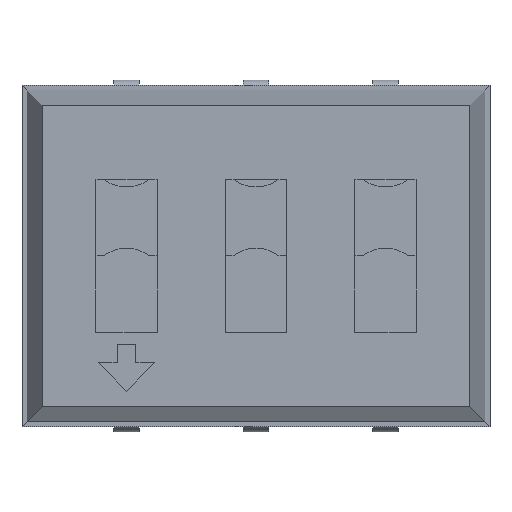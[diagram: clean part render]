
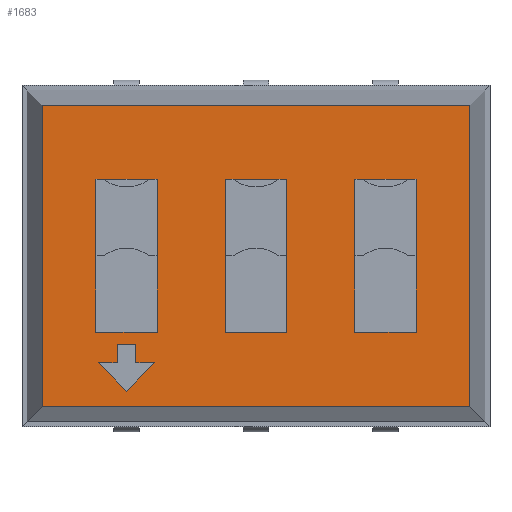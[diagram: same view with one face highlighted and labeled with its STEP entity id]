
A CAD part, top view. The second image highlights one B-rep face of the part: STEP entity #1683.
In plain terms, the highlighted planar face has unit normal (0, 0, 1).
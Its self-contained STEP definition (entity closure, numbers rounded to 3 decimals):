
#27=VECTOR('',#28,1.);
#28=DIRECTION('',(0.,1.,0.));
#51=VECTOR('',#52,1.);
#52=DIRECTION('',(-1.,0.,0.));
#60=VECTOR('',#61,1.);
#61=DIRECTION('',(1.,0.,0.));
#131=VECTOR('',#132,1.);
#132=DIRECTION('',(0.,-1.,0.));
#200=DIRECTION('',(0.,0.,-1.));
#1633=VERTEX_POINT('',#1634);
#1634=CARTESIAN_POINT('',(4.192,2.952,3.1));
#1636=ORIENTED_EDGE('',*,*,#1637,.F.);
#1637=EDGE_CURVE('',#1638,#1633,#1640,.T.);
#1638=VERTEX_POINT('',#1639);
#1639=CARTESIAN_POINT('',(4.192,-2.952,3.1));
#1640=LINE('',#1639,#27);
#1675=VERTEX_POINT('',#1676);
#1676=CARTESIAN_POINT('',(-4.192,2.952,3.1));
#1678=ORIENTED_EDGE('',*,*,#1679,.F.);
#1679=EDGE_CURVE('',#1633,#1675,#1680,.T.);
#1680=LINE('',#1634,#51);
#1683=ADVANCED_FACE('',(#1684,#1694,#1732,#1770,#1811),#1849,.F.);
#1684=FACE_BOUND('',#1685,.F.);
#1685=EDGE_LOOP('',(#1678,#1636,#1686,#1691));
#1686=ORIENTED_EDGE('',*,*,#1687,.F.);
#1687=EDGE_CURVE('',#1688,#1638,#1690,.T.);
#1688=VERTEX_POINT('',#1689);
#1689=CARTESIAN_POINT('',(-4.192,-2.952,3.1));
#1690=LINE('',#1689,#60);
#1691=ORIENTED_EDGE('',*,*,#1692,.F.);
#1692=EDGE_CURVE('',#1675,#1688,#1693,.T.);
#1693=LINE('',#1676,#131);
#1694=FACE_BOUND('',#1695,.F.);
#1695=EDGE_LOOP('',(#1696,#1703,#1708,#1712,#1717,#1721,#1725,#1730));
#1696=ORIENTED_EDGE('',*,*,#1697,.T.);
#1697=EDGE_CURVE('',#1698,#1700,#1702,.T.);
#1698=VERTEX_POINT('',#1699);
#1699=CARTESIAN_POINT('',(-0.6,-1.5,3.1));
#1700=VERTEX_POINT('',#1701);
#1701=CARTESIAN_POINT('',(0.6,-1.5,3.1));
#1702=LINE('',#1699,#60);
#1703=ORIENTED_EDGE('',*,*,#1704,.T.);
#1704=EDGE_CURVE('',#1700,#1705,#1707,.T.);
#1705=VERTEX_POINT('',#1706);
#1706=CARTESIAN_POINT('',(0.6,0.,3.1));
#1707=LINE('',#1701,#27);
#1708=ORIENTED_EDGE('',*,*,#1709,.T.);
#1709=EDGE_CURVE('',#1705,#1710,#1707,.T.);
#1710=VERTEX_POINT('',#1711);
#1711=CARTESIAN_POINT('',(0.6,1.5,3.1));
#1712=ORIENTED_EDGE('',*,*,#1713,.T.);
#1713=EDGE_CURVE('',#1710,#1714,#1716,.T.);
#1714=VERTEX_POINT('',#1715);
#1715=CARTESIAN_POINT('',(0.45,1.5,3.1));
#1716=LINE('',#1711,#51);
#1717=ORIENTED_EDGE('',*,*,#1718,.T.);
#1718=EDGE_CURVE('',#1714,#1719,#1716,.T.);
#1719=VERTEX_POINT('',#1720);
#1720=CARTESIAN_POINT('',(-0.45,1.5,3.1));
#1721=ORIENTED_EDGE('',*,*,#1722,.T.);
#1722=EDGE_CURVE('',#1719,#1723,#1716,.T.);
#1723=VERTEX_POINT('',#1724);
#1724=CARTESIAN_POINT('',(-0.6,1.5,3.1));
#1725=ORIENTED_EDGE('',*,*,#1726,.T.);
#1726=EDGE_CURVE('',#1723,#1727,#1729,.T.);
#1727=VERTEX_POINT('',#1728);
#1728=CARTESIAN_POINT('',(-0.6,0.,3.1));
#1729=LINE('',#1724,#131);
#1730=ORIENTED_EDGE('',*,*,#1731,.T.);
#1731=EDGE_CURVE('',#1727,#1698,#1729,.T.);
#1732=FACE_BOUND('',#1733,.F.);
#1733=EDGE_LOOP('',(#1734,#1741,#1745,#1750,#1754,#1758,#1763,#1767));
#1734=ORIENTED_EDGE('',*,*,#1735,.T.);
#1735=EDGE_CURVE('',#1736,#1738,#1740,.T.);
#1736=VERTEX_POINT('',#1737);
#1737=CARTESIAN_POINT('',(3.14,-1.5,3.1));
#1738=VERTEX_POINT('',#1739);
#1739=CARTESIAN_POINT('',(3.14,0.,3.1));
#1740=LINE('',#1737,#27);
#1741=ORIENTED_EDGE('',*,*,#1742,.T.);
#1742=EDGE_CURVE('',#1738,#1743,#1740,.T.);
#1743=VERTEX_POINT('',#1744);
#1744=CARTESIAN_POINT('',(3.14,1.5,3.1));
#1745=ORIENTED_EDGE('',*,*,#1746,.T.);
#1746=EDGE_CURVE('',#1743,#1747,#1749,.T.);
#1747=VERTEX_POINT('',#1748);
#1748=CARTESIAN_POINT('',(2.99,1.5,3.1));
#1749=LINE('',#1744,#51);
#1750=ORIENTED_EDGE('',*,*,#1751,.T.);
#1751=EDGE_CURVE('',#1747,#1752,#1749,.T.);
#1752=VERTEX_POINT('',#1753);
#1753=CARTESIAN_POINT('',(2.09,1.5,3.1));
#1754=ORIENTED_EDGE('',*,*,#1755,.T.);
#1755=EDGE_CURVE('',#1752,#1756,#1749,.T.);
#1756=VERTEX_POINT('',#1757);
#1757=CARTESIAN_POINT('',(1.94,1.5,3.1));
#1758=ORIENTED_EDGE('',*,*,#1759,.T.);
#1759=EDGE_CURVE('',#1756,#1760,#1762,.T.);
#1760=VERTEX_POINT('',#1761);
#1761=CARTESIAN_POINT('',(1.94,0.,3.1));
#1762=LINE('',#1757,#131);
#1763=ORIENTED_EDGE('',*,*,#1764,.T.);
#1764=EDGE_CURVE('',#1760,#1765,#1762,.T.);
#1765=VERTEX_POINT('',#1766);
#1766=CARTESIAN_POINT('',(1.94,-1.5,3.1));
#1767=ORIENTED_EDGE('',*,*,#1768,.T.);
#1768=EDGE_CURVE('',#1765,#1736,#1769,.T.);
#1769=LINE('',#1766,#60);
#1770=FACE_BOUND('',#1771,.F.);
#1771=EDGE_LOOP('',(#1772,#1781,#1788,#1793,#1798,#1803,#1808));
#1772=ORIENTED_EDGE('',*,*,#1773,.T.);
#1773=EDGE_CURVE('',#1774,#1776,#1778,.T.);
#1774=VERTEX_POINT('',#1775);
#1775=CARTESIAN_POINT('',(-3.09,-2.102,3.1));
#1776=VERTEX_POINT('',#1777);
#1777=CARTESIAN_POINT('',(-2.54,-2.652,3.1));
#1778=LINE('',#1775,#1779);
#1779=VECTOR('',#1780,1.);
#1780=DIRECTION('',(0.707,-0.707,0.));
#1781=ORIENTED_EDGE('',*,*,#1782,.T.);
#1782=EDGE_CURVE('',#1776,#1783,#1785,.T.);
#1783=VERTEX_POINT('',#1784);
#1784=CARTESIAN_POINT('',(-1.99,-2.102,3.1));
#1785=LINE('',#1777,#1786);
#1786=VECTOR('',#1787,1.);
#1787=DIRECTION('',(0.707,0.707,0.));
#1788=ORIENTED_EDGE('',*,*,#1789,.T.);
#1789=EDGE_CURVE('',#1783,#1790,#1792,.T.);
#1790=VERTEX_POINT('',#1791);
#1791=CARTESIAN_POINT('',(-2.357,-2.102,3.1));
#1792=LINE('',#1784,#51);
#1793=ORIENTED_EDGE('',*,*,#1794,.T.);
#1794=EDGE_CURVE('',#1790,#1795,#1797,.T.);
#1795=VERTEX_POINT('',#1796);
#1796=CARTESIAN_POINT('',(-2.357,-1.736,3.1));
#1797=LINE('',#1791,#27);
#1798=ORIENTED_EDGE('',*,*,#1799,.T.);
#1799=EDGE_CURVE('',#1795,#1800,#1802,.T.);
#1800=VERTEX_POINT('',#1801);
#1801=CARTESIAN_POINT('',(-2.723,-1.736,3.1));
#1802=LINE('',#1796,#51);
#1803=ORIENTED_EDGE('',*,*,#1804,.T.);
#1804=EDGE_CURVE('',#1800,#1805,#1807,.T.);
#1805=VERTEX_POINT('',#1806);
#1806=CARTESIAN_POINT('',(-2.723,-2.102,3.1));
#1807=LINE('',#1801,#131);
#1808=ORIENTED_EDGE('',*,*,#1809,.T.);
#1809=EDGE_CURVE('',#1805,#1774,#1810,.T.);
#1810=LINE('',#1806,#51);
#1811=FACE_BOUND('',#1812,.F.);
#1812=EDGE_LOOP('',(#1813,#1820,#1824,#1828,#1833,#1837,#1842,#1847));
#1813=ORIENTED_EDGE('',*,*,#1814,.T.);
#1814=EDGE_CURVE('',#1815,#1817,#1819,.T.);
#1815=VERTEX_POINT('',#1816);
#1816=CARTESIAN_POINT('',(-1.94,1.5,3.1));
#1817=VERTEX_POINT('',#1818);
#1818=CARTESIAN_POINT('',(-2.09,1.5,3.1));
#1819=LINE('',#1816,#51);
#1820=ORIENTED_EDGE('',*,*,#1821,.T.);
#1821=EDGE_CURVE('',#1817,#1822,#1819,.T.);
#1822=VERTEX_POINT('',#1823);
#1823=CARTESIAN_POINT('',(-2.99,1.5,3.1));
#1824=ORIENTED_EDGE('',*,*,#1825,.T.);
#1825=EDGE_CURVE('',#1822,#1826,#1819,.T.);
#1826=VERTEX_POINT('',#1827);
#1827=CARTESIAN_POINT('',(-3.14,1.5,3.1));
#1828=ORIENTED_EDGE('',*,*,#1829,.T.);
#1829=EDGE_CURVE('',#1826,#1830,#1832,.T.);
#1830=VERTEX_POINT('',#1831);
#1831=CARTESIAN_POINT('',(-3.14,0.,3.1));
#1832=LINE('',#1827,#131);
#1833=ORIENTED_EDGE('',*,*,#1834,.T.);
#1834=EDGE_CURVE('',#1830,#1835,#1832,.T.);
#1835=VERTEX_POINT('',#1836);
#1836=CARTESIAN_POINT('',(-3.14,-1.5,3.1));
#1837=ORIENTED_EDGE('',*,*,#1838,.T.);
#1838=EDGE_CURVE('',#1835,#1839,#1841,.T.);
#1839=VERTEX_POINT('',#1840);
#1840=CARTESIAN_POINT('',(-1.94,-1.5,3.1));
#1841=LINE('',#1836,#60);
#1842=ORIENTED_EDGE('',*,*,#1843,.T.);
#1843=EDGE_CURVE('',#1839,#1844,#1846,.T.);
#1844=VERTEX_POINT('',#1845);
#1845=CARTESIAN_POINT('',(-1.94,0.,3.1));
#1846=LINE('',#1840,#27);
#1847=ORIENTED_EDGE('',*,*,#1848,.T.);
#1848=EDGE_CURVE('',#1844,#1815,#1846,.T.);
#1849=PLANE('',#1850);
#1850=AXIS2_PLACEMENT_3D('',#1634,#200,#1851);
#1851=DIRECTION('',(-0.818,-0.576,0.));
